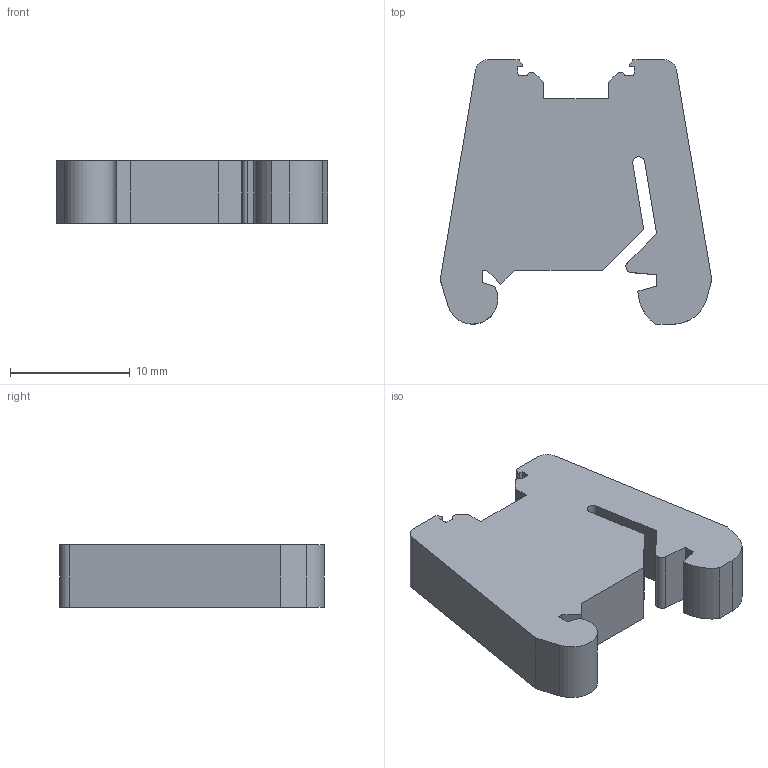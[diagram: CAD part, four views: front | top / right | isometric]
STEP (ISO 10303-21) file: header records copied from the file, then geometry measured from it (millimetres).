
FILE_DESCRIPTION(/* description */ (''),/* implementation_level */ '2;1');
FILE_NAME(/* name */ '215208.stp',/* time_stamp */ '2021-12-14T14:15:23+08:00',/* author */ (''),/* organization */ (''),/* preprocessor_version */ 'ST-DEVELOPER v16.7',/* originating_system */ 'SIEMENS PLM Software NX 12.0',/* authorisation */ '');
FILE_SCHEMA (('AP203_CONFIGURATION_CONTROLLED_3D_DESIGN_OF_MECHANICAL_PARTS_AND_ASSEMBLIES_MIM_LF { 1 0 10303 403 2 1 2}'));
Length unit declared in the file: millimetre
Products named in the file (1): SP4021T1009
Bounding box: 22.7 x 22.1 x 5.2 mm (x, y, z)
Volume: 1809.7 mm3; surface area: 1322.7 mm2
Topology: 1 solids, 1 shells, 54 faces, 156 edges, 104 vertices
Faces by surface type: plane 37, cylinder 17
Entity records: 1868 total; most frequent: CARTESIAN_POINT 315, ORIENTED_EDGE 312, DIRECTION 300, EDGE_CURVE 156, LINE 122, VECTOR 122, VERTEX_POINT 104, AXIS2_PLACEMENT_3D 89
